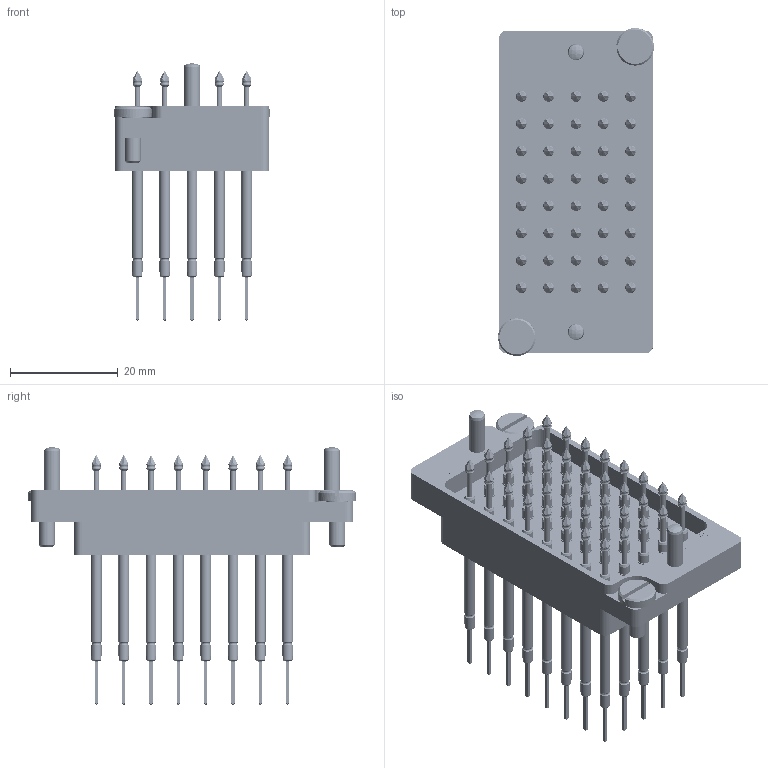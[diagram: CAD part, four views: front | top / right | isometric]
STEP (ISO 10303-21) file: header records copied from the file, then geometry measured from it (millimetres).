
FILE_DESCRIPTION (( 'STEP AP214' ), '1' );
FILE_NAME ('INGUN_44226.STEP', '2023-01-13T08:16:23', ( '' ), ( '' ), 'SwSTEP 2.0', 'SolidWorks 2021', '' );
FILE_SCHEMA (( 'AUTOMOTIVE_DESIGN' ));
Length unit declared in the file: millimetre
Products named in the file (8): DIN6325~n_03,0m6x014; 44227~4_S; INGUN_44226; DIN923~n_M03x04-A2; HSS-118-0406__ADA~hss_S; INFO_4625~0_SBP-T_Kontaktierung-Seite<S>; 44227~4; KS-112-Master__ADA~ks_KS-112 47
Assembly tree (87 placements, depth 3):
  INGUN_44226
    44227~4_S
      44227~4
      INFO_4625~0_SBP-T_Kontaktierung-Seite<S>
    KS-112-Master__ADA~ks_KS-112 47  x40
    HSS-118-0406__ADA~hss_S  x40
    DIN6325~n_03,0m6x014  x2
    DIN923~n_M03x04-A2  x2
Bounding box: 29 x 61 x 47.9 mm (x, y, z)
Volume: 18358.1 mm3; surface area: 23161.5 mm2
Topology: 181 solids, 181 shells, 3620 faces, 7501 edges, 4452 vertices
Faces by surface type: cylinder 1406, plane 1274, torus 480, cone 334, bspline 118, sphere 8
Entity records: 22277 total; most frequent: CARTESIAN_POINT 10106, ORIENTED_EDGE 2402, DIRECTION 2150, EDGE_CURVE 1201, VERTEX_POINT 786, AXIS2_PLACEMENT_3D 774, VECTOR 602, LINE 602
